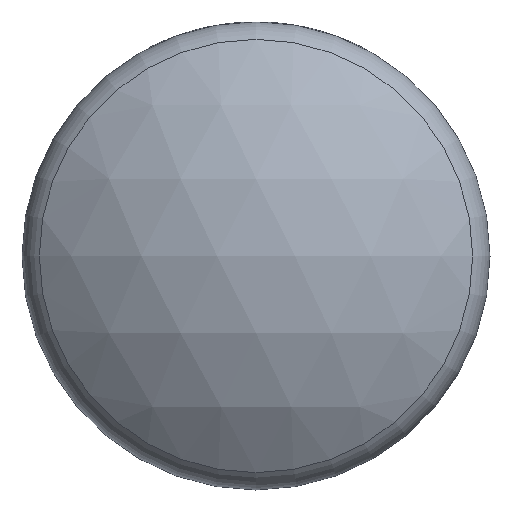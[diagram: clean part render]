
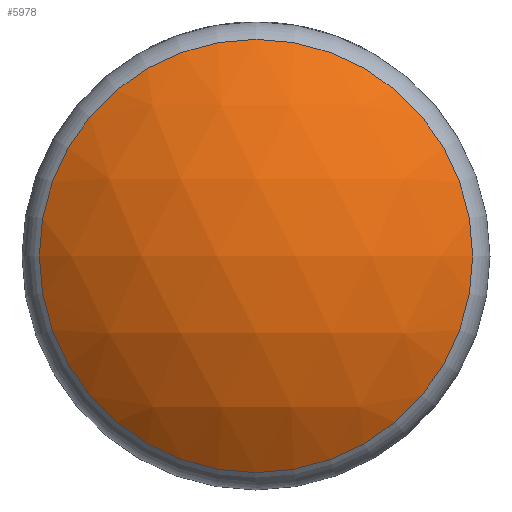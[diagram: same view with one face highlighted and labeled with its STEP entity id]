
A CAD part, left-side view. The second image highlights one B-rep face of the part: STEP entity #5978.
In plain terms, the highlighted spherical face has radius 56.693 mm.
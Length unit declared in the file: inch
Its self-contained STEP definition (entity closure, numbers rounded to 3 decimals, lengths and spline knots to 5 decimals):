
#14=SPHERICAL_SURFACE('',#6288,2.232);
#704=FACE_OUTER_BOUND('',#1069,.T.);
#1069=EDGE_LOOP('',(#5590));
#1978=CIRCLE('',#6287,1.38895);
#2922=VERTEX_POINT('',#13513);
#3813=EDGE_CURVE('',#2922,#2922,#1978,.T.);
#5590=ORIENTED_EDGE('',*,*,#3813,.F.);
#5978=ADVANCED_FACE('',(#704),#14,.T.);
#6287=AXIS2_PLACEMENT_3D('',#13514,#7293,#7294);
#6288=AXIS2_PLACEMENT_3D('',#13515,#7295,#7296);
#7293=DIRECTION('center_axis',(1.,0.,0.));
#7294=DIRECTION('ref_axis',(0.,-1.,0.));
#7295=DIRECTION('center_axis',(0.,0.,1.));
#7296=DIRECTION('ref_axis',(1.,0.,0.));
#13513=CARTESIAN_POINT('',(0.48482,1.38895,0.));
#13514=CARTESIAN_POINT('Origin',(0.48482,0.,
0.));
#13515=CARTESIAN_POINT('Origin',(2.232,0.,0.));
